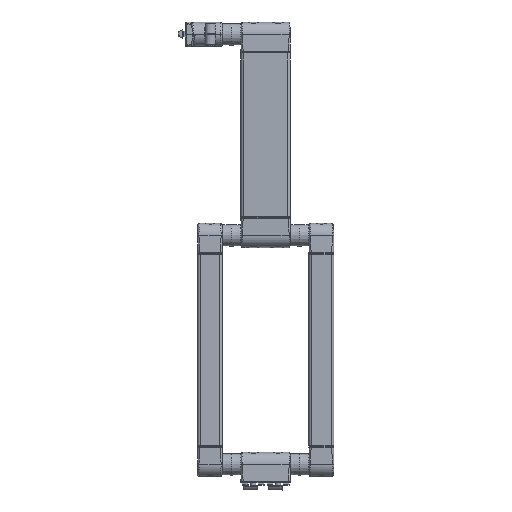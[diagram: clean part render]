
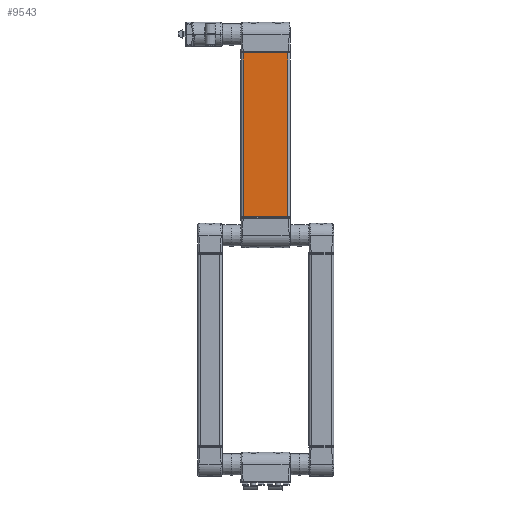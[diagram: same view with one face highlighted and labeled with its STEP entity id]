
A CAD part, front view. The second image highlights one B-rep face of the part: STEP entity #9543.
In plain terms, the highlighted planar face has unit normal (0, -1, 0).
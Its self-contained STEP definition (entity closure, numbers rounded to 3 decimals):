
#9543=ADVANCED_FACE('',(#11641),#11642,.T.);
#11641=FACE_OUTER_BOUND('',#14370,.T.);
#11642=PLANE('',#14371);
#14370=EDGE_LOOP('',(#20871,#20872,#20873,#20874));
#14371=AXIS2_PLACEMENT_3D('',#20875,#20876,#20877);
#20871=ORIENTED_EDGE('',*,*,#27698,.F.);
#20872=ORIENTED_EDGE('',*,*,#27568,.T.);
#20873=ORIENTED_EDGE('',*,*,#27697,.T.);
#20874=ORIENTED_EDGE('',*,*,#27645,.T.);
#20875=CARTESIAN_POINT('',(0.,-20.,-2497.5));
#20876=DIRECTION('',(0.,-1.0,0.));
#20877=DIRECTION('',(1.0,0.,0.));
#27568=EDGE_CURVE('',#31902,#31900,#31903,.T.);
#27645=EDGE_CURVE('',#32056,#32054,#32057,.T.);
#27697=EDGE_CURVE('',#31900,#32056,#32134,.T.);
#27698=EDGE_CURVE('',#31902,#32054,#32135,.T.);
#31900=VERTEX_POINT('',#41537);
#31902=VERTEX_POINT('',#41539);
#31903=LINE('',#41540,#41541);
#32054=VERTEX_POINT('',#41725);
#32056=VERTEX_POINT('',#41727);
#32057=LINE('',#41728,#41729);
#32134=LINE('',#41841,#41842);
#32135=LINE('',#41843,#41844);
#41537=CARTESIAN_POINT('',(36.,-20.,370.0));
#41539=CARTESIAN_POINT('',(-36.,-20.,370.0));
#41540=CARTESIAN_POINT('',(0.,-20.,370.0));
#41541=VECTOR('',#50725,1.0);
#41725=CARTESIAN_POINT('',(-36.,-20.,635.0));
#41727=CARTESIAN_POINT('',(36.,-20.,635.0));
#41728=CARTESIAN_POINT('',(0.,-20.,635.0));
#41729=VECTOR('',#50888,1.0);
#41841=CARTESIAN_POINT('',(36.,-20.,-2497.5));
#41842=VECTOR('',#50972,1.0);
#41843=CARTESIAN_POINT('',(-36.,-20.,-2497.5));
#41844=VECTOR('',#50973,1.0);
#50725=DIRECTION('',(1.0,0.,0.));
#50888=DIRECTION('',(-1.0,0.,0.));
#50972=DIRECTION('',(0.,0.0,1.0));
#50973=DIRECTION('',(0.,0.0,1.0));
